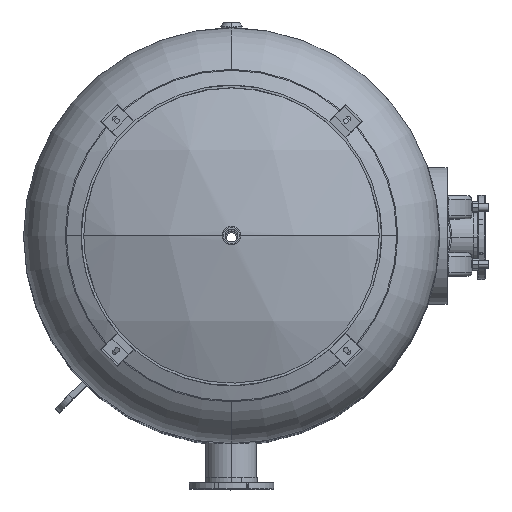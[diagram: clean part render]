
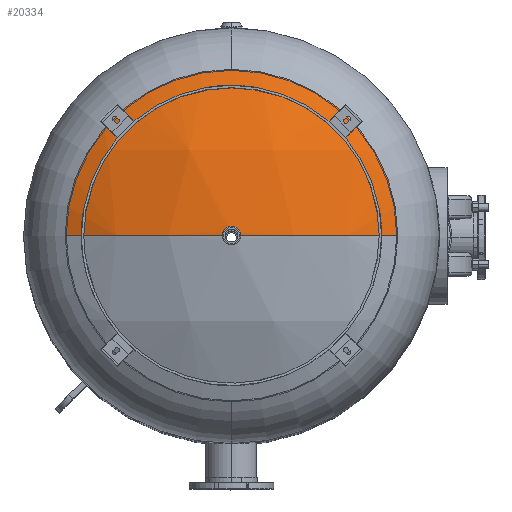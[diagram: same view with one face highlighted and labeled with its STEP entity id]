
A CAD part, top view. The second image highlights one B-rep face of the part: STEP entity #20334.
In plain terms, the highlighted spherical face has radius 1234.44 mm.
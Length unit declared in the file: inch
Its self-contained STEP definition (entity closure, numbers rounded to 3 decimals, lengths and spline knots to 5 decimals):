
#7352 = CARTESIAN_POINT ( 'NONE',  ( 0., 0., 68.2125 ) ) ;
#7360 = FACE_OUTER_BOUND ( 'NONE', #15850, .T. ) ;
#7361 = SPHERICAL_SURFACE ( 'NONE', #17306, 48.6 ) ;
#7363 = DIRECTION ( 'NONE',  ( 0., -1., 0. ) ) ;
#7364 = DIRECTION ( 'NONE',  ( 1., 0., 0. ) ) ;
#10032 = CARTESIAN_POINT ( 'NONE',  ( 0., 0., 111.74869 ) ) ;
#10033 = DIRECTION ( 'NONE',  ( 0., 0., -1. ) ) ;
#10034 = DIRECTION ( 'NONE',  ( 0., 1., 0. ) ) ;
#10039 = CARTESIAN_POINT ( 'NONE',  ( 0., 0., 68.2125 ) ) ;
#10040 = DIRECTION ( 'NONE',  ( 0., -1., 0. ) ) ;
#10041 = DIRECTION ( 'NONE',  ( 1., 0., 0. ) ) ;
#10050 = CARTESIAN_POINT ( 'NONE',  ( 0., 0., 68.2125 ) ) ;
#10051 = DIRECTION ( 'NONE',  ( 0., 1., 0. ) ) ;
#10052 = DIRECTION ( 'NONE',  ( 0., 0., 1. ) ) ;
#11250 = CIRCLE ( 'NONE', #11255, 1.0615 ) ;
#11255 = AXIS2_PLACEMENT_3D ( 'NONE', #13191, #13192, #13193 ) ;
#11256 = CIRCLE ( 'NONE', #11259, 21.6 ) ;
#11259 = AXIS2_PLACEMENT_3D ( 'NONE', #13197, #13198, #13199 ) ;
#12260 = CARTESIAN_POINT ( 'NONE',  ( -21.6, 0., 111.74869 ) ) ;
#12263 = CARTESIAN_POINT ( 'NONE',  ( 1.0615, 0., 116.80091 ) ) ;
#13191 = CARTESIAN_POINT ( 'NONE',  ( 0., 0., 116.80091 ) ) ;
#13192 = DIRECTION ( 'NONE',  ( 0., 0., 1. ) ) ;
#13193 = DIRECTION ( 'NONE',  ( -1., 0., 0. ) ) ;
#13197 = CARTESIAN_POINT ( 'NONE',  ( 0., 0., 111.74869 ) ) ;
#13198 = DIRECTION ( 'NONE',  ( 0., 0., -1. ) ) ;
#13199 = DIRECTION ( 'NONE',  ( 0., 1., 0. ) ) ;
#15850 = EDGE_LOOP ( 'NONE', ( #20797, #20796, #20795, #20794, #20793 ) ) ;
#16353 = CARTESIAN_POINT ( 'NONE',  ( 0., 21.6, 111.74869 ) ) ;
#16648 = CARTESIAN_POINT ( 'NONE',  ( 21.6, 0., 111.74869 ) ) ;
#16746 = CARTESIAN_POINT ( 'NONE',  ( -1.0615, 0., 116.80091 ) ) ;
#17263 = CIRCLE ( 'NONE', #17274, 48.6 ) ;
#17267 = CIRCLE ( 'NONE', #17270, 21.6 ) ;
#17270 = AXIS2_PLACEMENT_3D ( 'NONE', #10032, #10033, #10034 ) ;
#17274 = AXIS2_PLACEMENT_3D ( 'NONE', #10039, #10040, #10041 ) ;
#17276 = CIRCLE ( 'NONE', #17279, 48.6 ) ;
#17279 = AXIS2_PLACEMENT_3D ( 'NONE', #10050, #10051, #10052 ) ;
#17306 = AXIS2_PLACEMENT_3D ( 'NONE', #7352, #7363, #7364 ) ;
#18336 = VERTEX_POINT ( 'NONE', #16353 ) ;
#18475 = VERTEX_POINT ( 'NONE', #16648 ) ;
#18532 = VERTEX_POINT ( 'NONE', #12260 ) ;
#18534 = VERTEX_POINT ( 'NONE', #16746 ) ;
#18536 = VERTEX_POINT ( 'NONE', #12263 ) ;
#20043 = EDGE_CURVE ( 'NONE', #18536, #18534, #11250, .T. ) ;
#20045 = EDGE_CURVE ( 'NONE', #18532, #18336, #11256, .T. ) ;
#20305 = EDGE_CURVE ( 'NONE', #18336, #18475, #17267, .T. ) ;
#20307 = EDGE_CURVE ( 'NONE', #18534, #18532, #17263, .T. ) ;
#20310 = EDGE_CURVE ( 'NONE', #18536, #18475, #17276, .T. ) ;
#20334 = ADVANCED_FACE ( 'NONE', ( #7360 ), #7361, .T. ) ;
#20793 = ORIENTED_EDGE ( 'NONE', *, *, #20045, .F. ) ;
#20794 = ORIENTED_EDGE ( 'NONE', *, *, #20305, .F. ) ;
#20795 = ORIENTED_EDGE ( 'NONE', *, *, #20310, .T. ) ;
#20796 = ORIENTED_EDGE ( 'NONE', *, *, #20043, .F. ) ;
#20797 = ORIENTED_EDGE ( 'NONE', *, *, #20307, .F. ) ;
